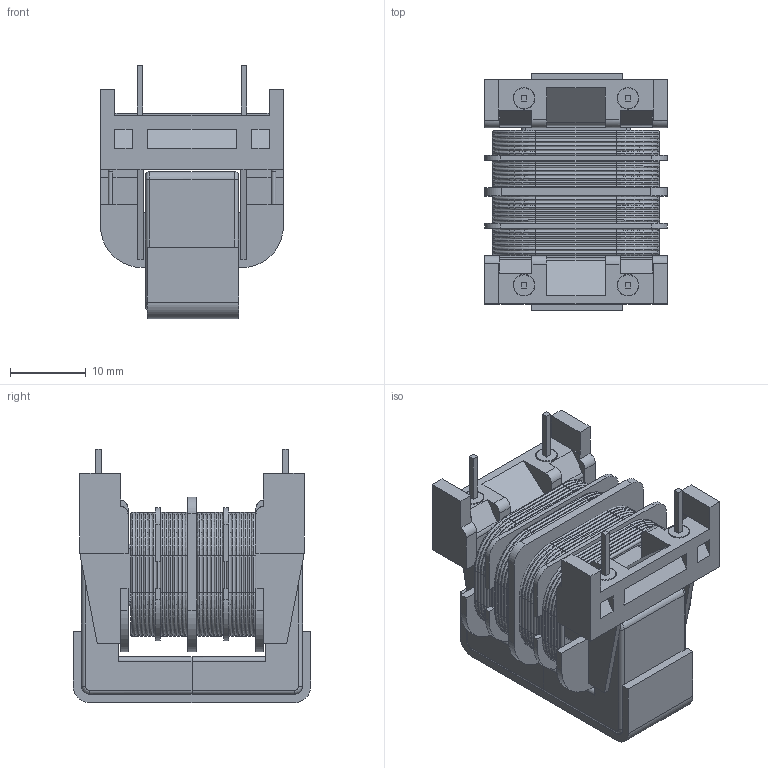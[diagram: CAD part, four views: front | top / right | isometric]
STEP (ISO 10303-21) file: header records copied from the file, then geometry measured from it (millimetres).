
FILE_DESCRIPTION(('FreeCAD Model'),'2;1');
FILE_NAME('Open CASCADE Shape Model','2025-04-29T06:26:36',('FreeCAD'),( 'FreeCAD'),'Open CASCADE STEP processor 7.6','FreeCAD','Unknown');
FILE_SCHEMA(('AUTOMOTIVE_DESIGN { 1 0 10303 214 1 1 1 1 }'));
Products named in the file (1): Open CASCADE STEP translator 7.6 1
Bounding box: 24.08 x 31.3 x 33.38 mm (x, y, z)
Surface area: 13939.8 mm2 (no closed solid volume)
Topology: 0 solids, 34 shells, 1007 faces, 2391 edges, 1422 vertices
Faces by surface type: bspline 1007
Entity records: 34976 total; most frequent: CARTESIAN_POINT 21297, ORIENTED_EDGE 4782, EDGE_CURVE 2391, B_SPLINE_CURVE_WITH_KNOTS 1487, VERTEX_POINT 1422, FACE_BOUND 1039, EDGE_LOOP 1039, ADVANCED_FACE 1007
